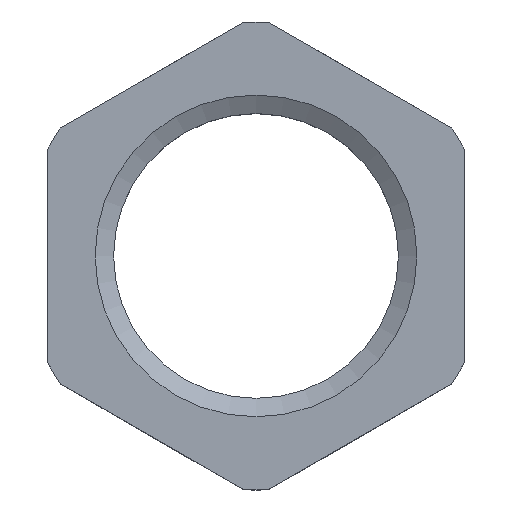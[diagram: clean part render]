
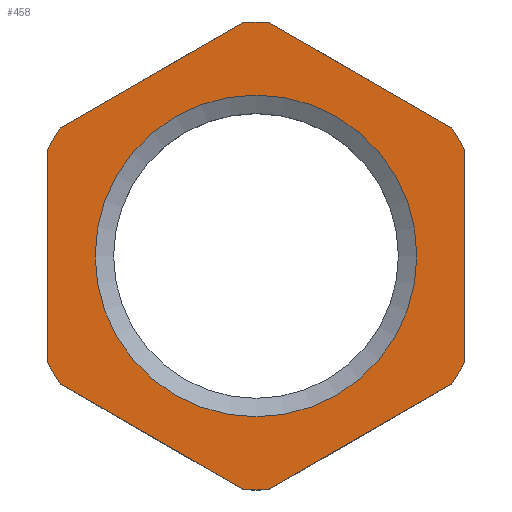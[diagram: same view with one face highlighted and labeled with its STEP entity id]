
A CAD part, top view. The second image highlights one B-rep face of the part: STEP entity #458.
In plain terms, the highlighted planar face has unit normal (0, 0, 1).
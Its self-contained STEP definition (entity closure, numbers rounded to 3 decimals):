
#75=CARTESIAN_POINT('',(-11.261,7.355,6.));
#76=VERTEX_POINT('',#75);
#92=CARTESIAN_POINT('',(-12.,6.075,6.));
#93=VERTEX_POINT('',#92);
#100=CARTESIAN_POINT('',(0.,0.0,6.));
#101=DIRECTION('',(0.0,0.0,1.0));
#102=DIRECTION('',(-1.0,0.0,0.0));
#103=AXIS2_PLACEMENT_3D('',#100,#101,#102);
#104=CIRCLE('',#103,13.45);
#105=EDGE_CURVE('',#76,#93,#104,.T.);
#117=CARTESIAN_POINT('',(-12.,-6.075,6.));
#118=VERTEX_POINT('',#117);
#134=CARTESIAN_POINT('',(-11.261,-7.355,6.));
#135=VERTEX_POINT('',#134);
#142=CARTESIAN_POINT('',(0.,0.0,6.));
#143=DIRECTION('',(0.0,0.0,1.0));
#144=DIRECTION('',(-1.0,0.0,0.0));
#145=AXIS2_PLACEMENT_3D('',#142,#143,#144);
#146=CIRCLE('',#145,13.45);
#147=EDGE_CURVE('',#118,#135,#146,.T.);
#159=CARTESIAN_POINT('',(0.739,13.43,6.));
#160=VERTEX_POINT('',#159);
#176=CARTESIAN_POINT('',(-0.739,13.43,6.));
#177=VERTEX_POINT('',#176);
#184=CARTESIAN_POINT('',(0.,0.0,6.));
#185=DIRECTION('',(0.0,0.0,1.0));
#186=DIRECTION('',(-1.0,0.0,0.0));
#187=AXIS2_PLACEMENT_3D('',#184,#185,#186);
#188=CIRCLE('',#187,13.45);
#189=EDGE_CURVE('',#160,#177,#188,.T.);
#201=CARTESIAN_POINT('',(12.,6.075,6.));
#202=VERTEX_POINT('',#201);
#218=CARTESIAN_POINT('',(11.261,7.355,6.));
#219=VERTEX_POINT('',#218);
#226=CARTESIAN_POINT('',(0.,0.0,6.));
#227=DIRECTION('',(0.0,0.0,1.0));
#228=DIRECTION('',(-1.0,0.0,0.0));
#229=AXIS2_PLACEMENT_3D('',#226,#227,#228);
#230=CIRCLE('',#229,13.45);
#231=EDGE_CURVE('',#202,#219,#230,.T.);
#243=CARTESIAN_POINT('',(-0.739,-13.43,6.));
#244=VERTEX_POINT('',#243);
#260=CARTESIAN_POINT('',(0.739,-13.43,6.));
#261=VERTEX_POINT('',#260);
#268=CARTESIAN_POINT('',(0.,0.0,6.));
#269=DIRECTION('',(0.0,0.0,1.0));
#270=DIRECTION('',(-1.0,0.0,0.0));
#271=AXIS2_PLACEMENT_3D('',#268,#269,#270);
#272=CIRCLE('',#271,13.45);
#273=EDGE_CURVE('',#244,#261,#272,.T.);
#285=CARTESIAN_POINT('',(11.261,-7.355,6.));
#286=VERTEX_POINT('',#285);
#302=CARTESIAN_POINT('',(12.,-6.075,6.));
#303=VERTEX_POINT('',#302);
#310=CARTESIAN_POINT('',(0.,0.0,6.));
#311=DIRECTION('',(0.0,0.0,1.0));
#312=DIRECTION('',(-1.0,0.0,0.0));
#313=AXIS2_PLACEMENT_3D('',#310,#311,#312);
#314=CIRCLE('',#313,13.45);
#315=EDGE_CURVE('',#286,#303,#314,.T.);
#355=CARTESIAN_POINT('',(12.,6.075,6.));
#356=DIRECTION('',(0.0,-1.0,0.0));
#357=VECTOR('',#356,12.149);
#358=LINE('',#355,#357);
#359=EDGE_CURVE('',#202,#303,#358,.T.);
#399=CARTESIAN_POINT('',(0.739,13.43,6.));
#400=DIRECTION('',(0.866,-0.5,0.0));
#401=VECTOR('',#400,12.149);
#402=LINE('',#399,#401);
#403=EDGE_CURVE('',#160,#219,#402,.T.);
#408=CARTESIAN_POINT('',(0.,0.,6.));
#409=DIRECTION('',(0.0,0.0,1.0));
#410=DIRECTION('',(1.0,0.0,0.0));
#411=AXIS2_PLACEMENT_3D('',#408,#409,#410);
#412=PLANE('',#411);
#413=ORIENTED_EDGE('',*,*,#315,.T.);
#414=ORIENTED_EDGE('',*,*,#359,.F.);
#415=ORIENTED_EDGE('',*,*,#231,.T.);
#416=ORIENTED_EDGE('',*,*,#403,.F.);
#417=ORIENTED_EDGE('',*,*,#189,.T.);
#418=CARTESIAN_POINT('',(-11.261,7.355,6.));
#419=DIRECTION('',(0.866,0.5,0.0));
#420=VECTOR('',#419,12.149);
#421=LINE('',#418,#420);
#422=EDGE_CURVE('',#76,#177,#421,.T.);
#423=ORIENTED_EDGE('',*,*,#422,.F.);
#424=ORIENTED_EDGE('',*,*,#105,.T.);
#425=CARTESIAN_POINT('',(-12.,-6.075,6.));
#426=DIRECTION('',(0.0,1.0,0.0));
#427=VECTOR('',#426,12.149);
#428=LINE('',#425,#427);
#429=EDGE_CURVE('',#118,#93,#428,.T.);
#430=ORIENTED_EDGE('',*,*,#429,.F.);
#431=ORIENTED_EDGE('',*,*,#147,.T.);
#432=CARTESIAN_POINT('',(-0.739,-13.43,6.));
#433=DIRECTION('',(-0.866,0.5,0.0));
#434=VECTOR('',#433,12.149);
#435=LINE('',#432,#434);
#436=EDGE_CURVE('',#244,#135,#435,.T.);
#437=ORIENTED_EDGE('',*,*,#436,.F.);
#438=ORIENTED_EDGE('',*,*,#273,.T.);
#439=CARTESIAN_POINT('',(11.261,-7.355,6.));
#440=DIRECTION('',(-0.866,-0.5,0.0));
#441=VECTOR('',#440,12.149);
#442=LINE('',#439,#441);
#443=EDGE_CURVE('',#286,#261,#442,.T.);
#444=ORIENTED_EDGE('',*,*,#443,.F.);
#445=EDGE_LOOP('',(#413,#414,#415,#416,#417,#423,#424,#430,#431,#437,#438,#444));
#446=FACE_OUTER_BOUND('',#445,.T.);
#447=CARTESIAN_POINT('',(0.,-9.25,6.));
#448=VERTEX_POINT('',#447);
#449=CARTESIAN_POINT('',(0.,0.0,6.));
#450=DIRECTION('',(0.0,0.0,-1.0));
#451=DIRECTION('',(0.0,-1.0,0.0));
#452=AXIS2_PLACEMENT_3D('',#449,#450,#451);
#453=CIRCLE('',#452,9.25);
#454=EDGE_CURVE('',#448,#448,#453,.T.);
#455=ORIENTED_EDGE('',*,*,#454,.T.);
#456=EDGE_LOOP('',(#455));
#457=FACE_BOUND('',#456,.T.);
#458=ADVANCED_FACE('',(#446,#457),#412,.T.);
